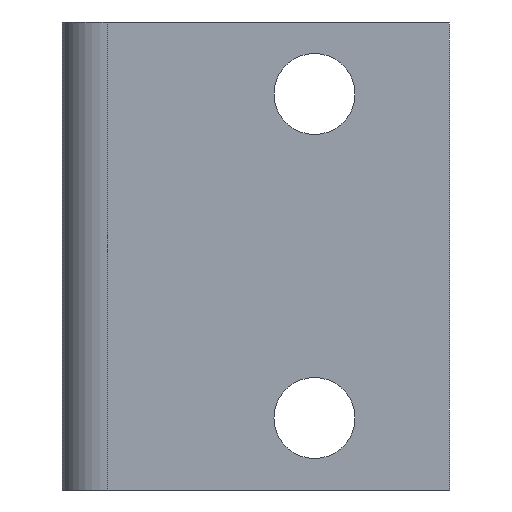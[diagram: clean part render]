
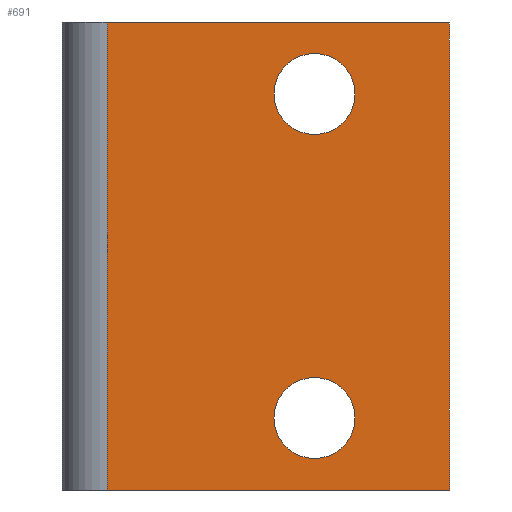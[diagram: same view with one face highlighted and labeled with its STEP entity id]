
A CAD part, front view. The second image highlights one B-rep face of the part: STEP entity #691.
In plain terms, the highlighted planar face has unit normal (0, -1, 0).
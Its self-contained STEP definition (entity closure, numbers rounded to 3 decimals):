
#8 = VECTOR ( 'NONE', #623, 1000. ) ;
#19 = EDGE_CURVE ( 'NONE', #489, #71, #40, .T. ) ;
#34 = EDGE_LOOP ( 'NONE', ( #454, #646, #35, #199 ) ) ;
#35 = ORIENTED_EDGE ( 'NONE', *, *, #600, .F. ) ;
#39 = CARTESIAN_POINT ( 'NONE',  ( 28., 0., 13.5 ) ) ;
#40 = LINE ( 'NONE', #205, #8 ) ;
#66 = AXIS2_PLACEMENT_3D ( 'NONE', #118, #171, #587 ) ;
#71 = VERTEX_POINT ( 'NONE', #396 ) ;
#74 = CARTESIAN_POINT ( 'NONE',  ( 0., 0., 26. ) ) ;
#77 = CIRCLE ( 'NONE', #366, 4.5 ) ;
#103 = CARTESIAN_POINT ( 'NONE',  ( 43., 0., 26. ) ) ;
#106 = EDGE_LOOP ( 'NONE', ( #618, #331 ) ) ;
#114 = AXIS2_PLACEMENT_3D ( 'NONE', #572, #343, #144 ) ;
#118 = CARTESIAN_POINT ( 'NONE',  ( 28., 0., 18. ) ) ;
#119 = FACE_BOUND ( 'NONE', #731, .T. ) ;
#126 = VERTEX_POINT ( 'NONE', #103 ) ;
#130 = EDGE_CURVE ( 'NONE', #508, #246, #718, .T. ) ;
#137 = CARTESIAN_POINT ( 'NONE',  ( 5., 0., 26. ) ) ;
#144 = DIRECTION ( 'NONE',  ( 0., 0., 1. ) ) ;
#145 = VECTOR ( 'NONE', #459, 1000. ) ;
#153 = FACE_BOUND ( 'NONE', #106, .T. ) ;
#158 = ORIENTED_EDGE ( 'NONE', *, *, #276, .T. ) ;
#169 = CIRCLE ( 'NONE', #189, 4.5 ) ;
#171 = DIRECTION ( 'NONE',  ( 0., 1., 0. ) ) ;
#174 = DIRECTION ( 'NONE',  ( 0., 0., 1. ) ) ;
#189 = AXIS2_PLACEMENT_3D ( 'NONE', #708, #711, #594 ) ;
#199 = ORIENTED_EDGE ( 'NONE', *, *, #441, .T. ) ;
#205 = CARTESIAN_POINT ( 'NONE',  ( 0., 0., -26. ) ) ;
#228 = EDGE_CURVE ( 'NONE', #246, #508, #169, .T. ) ;
#244 = CARTESIAN_POINT ( 'NONE',  ( 0., 0., 26. ) ) ;
#246 = VERTEX_POINT ( 'NONE', #413 ) ;
#264 = EDGE_CURVE ( 'NONE', #126, #71, #465, .T. ) ;
#274 = VECTOR ( 'NONE', #315, 1000. ) ;
#276 = EDGE_CURVE ( 'NONE', #637, #665, #755, .T. ) ;
#301 = VERTEX_POINT ( 'NONE', #472 ) ;
#315 = DIRECTION ( 'NONE',  ( 0., 0., -1. ) ) ;
#317 = DIRECTION ( 'NONE',  ( 1., 0., 0. ) ) ;
#331 = ORIENTED_EDGE ( 'NONE', *, *, #228, .T. ) ;
#334 = EDGE_CURVE ( 'NONE', #665, #637, #77, .T. ) ;
#343 = DIRECTION ( 'NONE',  ( 0., 1., 0. ) ) ;
#359 = PLANE ( 'NONE',  #444 ) ;
#366 = AXIS2_PLACEMENT_3D ( 'NONE', #480, #422, #411 ) ;
#383 = CARTESIAN_POINT ( 'NONE',  ( 28., 0., -13.5 ) ) ;
#396 = CARTESIAN_POINT ( 'NONE',  ( 43., 0., -26. ) ) ;
#411 = DIRECTION ( 'NONE',  ( 0., 0., 1. ) ) ;
#413 = CARTESIAN_POINT ( 'NONE',  ( 28., 0., -22.5 ) ) ;
#422 = DIRECTION ( 'NONE',  ( 0., 1., 0. ) ) ;
#441 = EDGE_CURVE ( 'NONE', #301, #489, #538, .T. ) ;
#444 = AXIS2_PLACEMENT_3D ( 'NONE', #244, #479, #174 ) ;
#454 = ORIENTED_EDGE ( 'NONE', *, *, #19, .T. ) ;
#459 = DIRECTION ( 'NONE',  ( 0., 0., -1. ) ) ;
#465 = LINE ( 'NONE', #482, #145 ) ;
#470 = FACE_OUTER_BOUND ( 'NONE', #34, .T. ) ;
#472 = CARTESIAN_POINT ( 'NONE',  ( 5., 0., 26. ) ) ;
#479 = DIRECTION ( 'NONE',  ( 0., 1., 0. ) ) ;
#480 = CARTESIAN_POINT ( 'NONE',  ( 28., 0., 18. ) ) ;
#481 = VECTOR ( 'NONE', #317, 1000. ) ;
#482 = CARTESIAN_POINT ( 'NONE',  ( 43., 0., 26. ) ) ;
#489 = VERTEX_POINT ( 'NONE', #732 ) ;
#508 = VERTEX_POINT ( 'NONE', #383 ) ;
#538 = LINE ( 'NONE', #137, #274 ) ;
#572 = CARTESIAN_POINT ( 'NONE',  ( 28., 0., -18. ) ) ;
#587 = DIRECTION ( 'NONE',  ( 0., 0., 1. ) ) ;
#589 = ORIENTED_EDGE ( 'NONE', *, *, #334, .T. ) ;
#594 = DIRECTION ( 'NONE',  ( 0., 0., 1. ) ) ;
#600 = EDGE_CURVE ( 'NONE', #301, #126, #605, .T. ) ;
#605 = LINE ( 'NONE', #74, #481 ) ;
#618 = ORIENTED_EDGE ( 'NONE', *, *, #130, .T. ) ;
#623 = DIRECTION ( 'NONE',  ( 1., 0., 0. ) ) ;
#637 = VERTEX_POINT ( 'NONE', #39 ) ;
#646 = ORIENTED_EDGE ( 'NONE', *, *, #264, .F. ) ;
#665 = VERTEX_POINT ( 'NONE', #705 ) ;
#691 = ADVANCED_FACE ( 'NONE', ( #153, #119, #470 ), #359, .F. ) ;
#705 = CARTESIAN_POINT ( 'NONE',  ( 28., 0., 22.5 ) ) ;
#708 = CARTESIAN_POINT ( 'NONE',  ( 28., 0., -18. ) ) ;
#711 = DIRECTION ( 'NONE',  ( 0., 1., 0. ) ) ;
#718 = CIRCLE ( 'NONE', #114, 4.5 ) ;
#731 = EDGE_LOOP ( 'NONE', ( #589, #158 ) ) ;
#732 = CARTESIAN_POINT ( 'NONE',  ( 5., 0., -26. ) ) ;
#755 = CIRCLE ( 'NONE', #66, 4.5 ) ;
